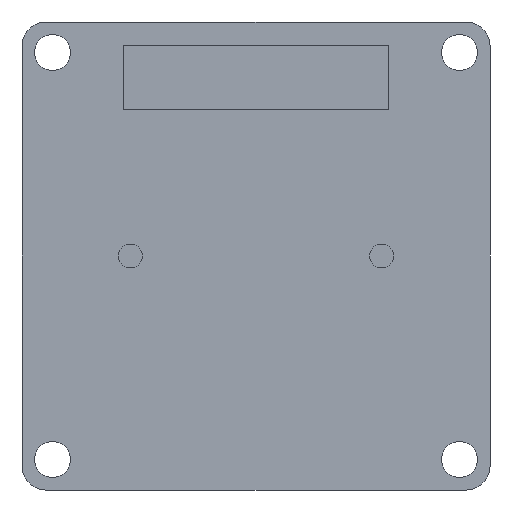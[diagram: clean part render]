
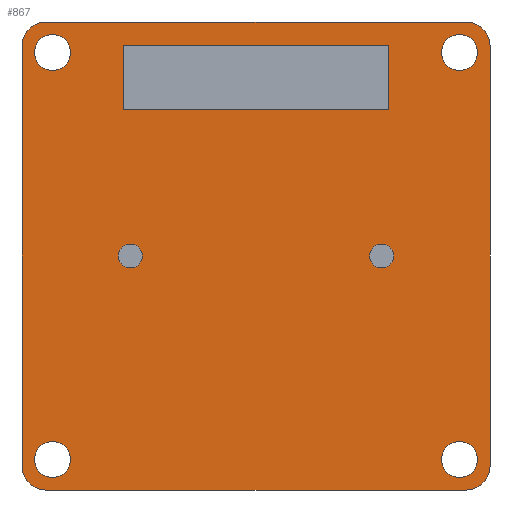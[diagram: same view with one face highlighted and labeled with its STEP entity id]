
A CAD part, front view. The second image highlights one B-rep face of the part: STEP entity #867.
In plain terms, the highlighted planar face has unit normal (0, -1, 0).
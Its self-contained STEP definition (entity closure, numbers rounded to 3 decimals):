
#23=FACE_BOUND('',#187,.T.);
#24=FACE_BOUND('',#188,.T.);
#25=FACE_BOUND('',#189,.T.);
#26=FACE_BOUND('',#190,.T.);
#27=FACE_BOUND('',#191,.T.);
#28=FACE_BOUND('',#192,.T.);
#29=FACE_BOUND('',#193,.T.);
#30=CIRCLE('',#894,1.);
#31=CIRCLE('',#895,1.);
#34=CIRCLE('',#900,1.);
#35=CIRCLE('',#901,1.);
#59=CIRCLE('',#948,1.5);
#61=CIRCLE('',#951,1.5);
#63=CIRCLE('',#954,1.5);
#65=CIRCLE('',#957,1.5);
#66=CIRCLE('',#960,2.);
#68=CIRCLE('',#964,2.);
#70=CIRCLE('',#968,2.);
#72=CIRCLE('',#972,2.);
#133=FACE_OUTER_BOUND('',#186,.T.);
#186=EDGE_LOOP('',(#736,#737,#738,#739,#740,#741,#742,#743));
#187=EDGE_LOOP('',(#744,#745,#746,#747));
#188=EDGE_LOOP('',(#748,#749));
#189=EDGE_LOOP('',(#750,#751));
#190=EDGE_LOOP('',(#752));
#191=EDGE_LOOP('',(#753));
#192=EDGE_LOOP('',(#754));
#193=EDGE_LOOP('',(#755));
#194=LINE('',#1228,#264);
#198=LINE('',#1236,#268);
#201=LINE('',#1242,#271);
#204=LINE('',#1247,#274);
#248=LINE('',#1416,#318);
#253=LINE('',#1430,#323);
#257=LINE('',#1442,#327);
#261=LINE('',#1454,#331);
#264=VECTOR('',#980,10.);
#268=VECTOR('',#986,10.);
#271=VECTOR('',#991,10.);
#274=VECTOR('',#996,10.);
#318=VECTOR('',#1174,10.);
#323=VECTOR('',#1187,10.);
#327=VECTOR('',#1199,10.);
#331=VECTOR('',#1211,10.);
#334=VERTEX_POINT('',#1226);
#335=VERTEX_POINT('',#1227);
#338=VERTEX_POINT('',#1235);
#340=VERTEX_POINT('',#1241);
#342=VERTEX_POINT('',#1251);
#343=VERTEX_POINT('',#1252);
#346=VERTEX_POINT('',#1262);
#347=VERTEX_POINT('',#1263);
#391=VERTEX_POINT('',#1392);
#393=VERTEX_POINT('',#1398);
#395=VERTEX_POINT('',#1404);
#397=VERTEX_POINT('',#1410);
#398=VERTEX_POINT('',#1414);
#399=VERTEX_POINT('',#1415);
#402=VERTEX_POINT('',#1423);
#404=VERTEX_POINT('',#1429);
#406=VERTEX_POINT('',#1435);
#408=VERTEX_POINT('',#1441);
#410=VERTEX_POINT('',#1447);
#412=VERTEX_POINT('',#1453);
#414=EDGE_CURVE('',#334,#335,#194,.T.);
#418=EDGE_CURVE('',#335,#338,#198,.T.);
#421=EDGE_CURVE('',#338,#340,#201,.T.);
#424=EDGE_CURVE('',#340,#334,#204,.T.);
#426=EDGE_CURVE('',#342,#343,#30,.T.);
#427=EDGE_CURVE('',#343,#342,#31,.T.);
#431=EDGE_CURVE('',#346,#347,#34,.T.);
#432=EDGE_CURVE('',#347,#346,#35,.T.);
#494=EDGE_CURVE('',#391,#391,#59,.T.);
#497=EDGE_CURVE('',#393,#393,#61,.T.);
#500=EDGE_CURVE('',#395,#395,#63,.T.);
#503=EDGE_CURVE('',#397,#397,#65,.T.);
#504=EDGE_CURVE('',#398,#399,#248,.T.);
#508=EDGE_CURVE('',#402,#398,#66,.T.);
#511=EDGE_CURVE('',#404,#402,#253,.T.);
#514=EDGE_CURVE('',#406,#404,#68,.T.);
#517=EDGE_CURVE('',#408,#406,#257,.T.);
#520=EDGE_CURVE('',#410,#408,#70,.T.);
#523=EDGE_CURVE('',#412,#410,#261,.T.);
#526=EDGE_CURVE('',#399,#412,#72,.T.);
#736=ORIENTED_EDGE('',*,*,#526,.F.);
#737=ORIENTED_EDGE('',*,*,#504,.F.);
#738=ORIENTED_EDGE('',*,*,#508,.F.);
#739=ORIENTED_EDGE('',*,*,#511,.F.);
#740=ORIENTED_EDGE('',*,*,#514,.F.);
#741=ORIENTED_EDGE('',*,*,#517,.F.);
#742=ORIENTED_EDGE('',*,*,#520,.F.);
#743=ORIENTED_EDGE('',*,*,#523,.F.);
#744=ORIENTED_EDGE('',*,*,#414,.T.);
#745=ORIENTED_EDGE('',*,*,#418,.T.);
#746=ORIENTED_EDGE('',*,*,#421,.T.);
#747=ORIENTED_EDGE('',*,*,#424,.T.);
#748=ORIENTED_EDGE('',*,*,#426,.T.);
#749=ORIENTED_EDGE('',*,*,#427,.T.);
#750=ORIENTED_EDGE('',*,*,#431,.T.);
#751=ORIENTED_EDGE('',*,*,#432,.T.);
#752=ORIENTED_EDGE('',*,*,#503,.F.);
#753=ORIENTED_EDGE('',*,*,#500,.F.);
#754=ORIENTED_EDGE('',*,*,#497,.F.);
#755=ORIENTED_EDGE('',*,*,#494,.F.);
#783=PLANE('',#975);
#867=ADVANCED_FACE('',(#133,#23,#24,#25,#26,#27,#28,#29),#783,.F.);
#894=AXIS2_PLACEMENT_3D('',#1253,#1002,#1003);
#895=AXIS2_PLACEMENT_3D('',#1254,#1004,#1005);
#900=AXIS2_PLACEMENT_3D('',#1264,#1015,#1016);
#901=AXIS2_PLACEMENT_3D('',#1265,#1017,#1018);
#948=AXIS2_PLACEMENT_3D('',#1394,#1149,#1150);
#951=AXIS2_PLACEMENT_3D('',#1400,#1156,#1157);
#954=AXIS2_PLACEMENT_3D('',#1406,#1163,#1164);
#957=AXIS2_PLACEMENT_3D('',#1412,#1170,#1171);
#960=AXIS2_PLACEMENT_3D('',#1424,#1180,#1181);
#964=AXIS2_PLACEMENT_3D('',#1436,#1192,#1193);
#968=AXIS2_PLACEMENT_3D('',#1448,#1204,#1205);
#972=AXIS2_PLACEMENT_3D('',#1459,#1216,#1217);
#975=AXIS2_PLACEMENT_3D('',#1462,#1222,#1223);
#980=DIRECTION('',(0.,0.,-1.));
#986=DIRECTION('',(-1.,0.,0.));
#991=DIRECTION('',(0.,0.,1.));
#996=DIRECTION('',(1.,0.,0.));
#1002=DIRECTION('center_axis',(0.,1.,0.));
#1003=DIRECTION('ref_axis',(1.,0.,0.));
#1004=DIRECTION('center_axis',(0.,1.,0.));
#1005=DIRECTION('ref_axis',(1.,0.,0.));
#1015=DIRECTION('center_axis',(0.,1.,0.));
#1016=DIRECTION('ref_axis',(1.,0.,0.));
#1017=DIRECTION('center_axis',(0.,1.,0.));
#1018=DIRECTION('ref_axis',(1.,0.,0.));
#1149=DIRECTION('center_axis',(0.,-1.,0.));
#1150=DIRECTION('ref_axis',(1.,0.,0.));
#1156=DIRECTION('center_axis',(0.,-1.,0.));
#1157=DIRECTION('ref_axis',(1.,0.,0.));
#1163=DIRECTION('center_axis',(0.,-1.,0.));
#1164=DIRECTION('ref_axis',(1.,0.,0.));
#1170=DIRECTION('center_axis',(0.,-1.,0.));
#1171=DIRECTION('ref_axis',(1.,0.,0.));
#1174=DIRECTION('',(0.,0.,-1.));
#1180=DIRECTION('center_axis',(0.,1.,0.));
#1181=DIRECTION('ref_axis',(0.,0.,1.));
#1187=DIRECTION('',(1.,0.,0.));
#1192=DIRECTION('center_axis',(0.,1.,0.));
#1193=DIRECTION('ref_axis',(-1.,0.,0.));
#1199=DIRECTION('',(0.,0.,1.));
#1204=DIRECTION('center_axis',(0.,1.,0.));
#1205=DIRECTION('ref_axis',(0.,0.,-1.));
#1211=DIRECTION('',(-1.,0.,0.));
#1216=DIRECTION('center_axis',(0.,1.,0.));
#1217=DIRECTION('ref_axis',(1.,0.,0.));
#1222=DIRECTION('center_axis',(0.,1.,0.));
#1223=DIRECTION('ref_axis',(0.,0.,1.));
#1226=CARTESIAN_POINT('',(11.09,0.,17.55));
#1227=CARTESIAN_POINT('',(11.09,0.,12.2));
#1228=CARTESIAN_POINT('',(11.09,0.,6.1));
#1235=CARTESIAN_POINT('',(-11.09,0.,12.2));
#1236=CARTESIAN_POINT('',(-5.545,0.,12.2));
#1241=CARTESIAN_POINT('',(-11.09,0.,17.55));
#1242=CARTESIAN_POINT('',(-11.09,0.,8.775));
#1247=CARTESIAN_POINT('',(5.545,0.,17.55));
#1251=CARTESIAN_POINT('',(11.5,0.,0.));
#1252=CARTESIAN_POINT('',(9.5,0.,0.));
#1253=CARTESIAN_POINT('Origin',(10.5,0.,0.));
#1254=CARTESIAN_POINT('Origin',(10.5,0.,0.));
#1262=CARTESIAN_POINT('',(-9.5,0.,0.));
#1263=CARTESIAN_POINT('',(-11.5,0.,0.));
#1264=CARTESIAN_POINT('Origin',(-10.5,0.,0.));
#1265=CARTESIAN_POINT('Origin',(-10.5,0.,0.));
#1392=CARTESIAN_POINT('',(-18.5,0.,17.));
#1394=CARTESIAN_POINT('Origin',(-17.,0.,17.));
#1398=CARTESIAN_POINT('',(-18.5,0.,-17.));
#1400=CARTESIAN_POINT('Origin',(-17.,0.,-17.));
#1404=CARTESIAN_POINT('',(15.5,0.,17.));
#1406=CARTESIAN_POINT('Origin',(17.,0.,17.));
#1410=CARTESIAN_POINT('',(15.5,0.,-17.));
#1412=CARTESIAN_POINT('Origin',(17.,0.,-17.));
#1414=CARTESIAN_POINT('',(19.55,0.,17.55));
#1415=CARTESIAN_POINT('',(19.55,0.,-17.55));
#1416=CARTESIAN_POINT('',(19.55,0.,17.55));
#1423=CARTESIAN_POINT('',(17.55,0.,19.55));
#1424=CARTESIAN_POINT('Origin',(17.55,0.,17.55));
#1429=CARTESIAN_POINT('',(-17.55,0.,19.55));
#1430=CARTESIAN_POINT('',(-17.55,0.,19.55));
#1435=CARTESIAN_POINT('',(-19.55,0.,17.55));
#1436=CARTESIAN_POINT('Origin',(-17.55,0.,17.55));
#1441=CARTESIAN_POINT('',(-19.55,0.,-17.55));
#1442=CARTESIAN_POINT('',(-19.55,0.,-17.55));
#1447=CARTESIAN_POINT('',(-17.55,0.,-19.55));
#1448=CARTESIAN_POINT('Origin',(-17.55,0.,-17.55));
#1453=CARTESIAN_POINT('',(17.55,0.,-19.55));
#1454=CARTESIAN_POINT('',(17.55,0.,-19.55));
#1459=CARTESIAN_POINT('Origin',(17.55,0.,-17.55));
#1462=CARTESIAN_POINT('Origin',(0.,0.,0.));
